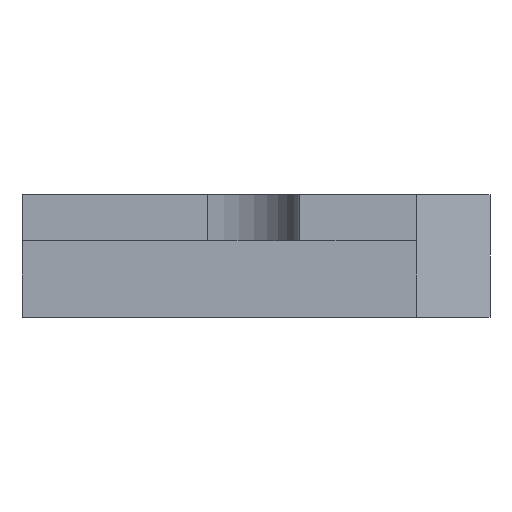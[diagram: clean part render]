
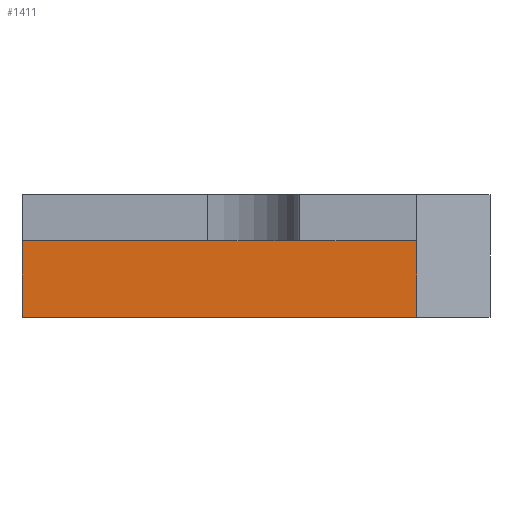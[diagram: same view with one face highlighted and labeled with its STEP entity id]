
A CAD part, front view. The second image highlights one B-rep face of the part: STEP entity #1411.
In plain terms, the highlighted planar face has unit normal (0, -1, 0).
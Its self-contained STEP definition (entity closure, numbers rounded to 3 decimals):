
#100 = PLANE('',#101);
#101 = AXIS2_PLACEMENT_3D('',#102,#103,#104);
#102 = CARTESIAN_POINT('',(45.088,-10.716,-8.));
#103 = DIRECTION('',(0.,0.,-1.));
#104 = DIRECTION('',(0.,-1.,0.));
#414 = PLANE('',#415);
#415 = AXIS2_PLACEMENT_3D('',#416,#417,#418);
#416 = CARTESIAN_POINT('',(53.294,-35.692,-2.749));
#417 = DIRECTION('',(1.,0.,0.));
#418 = DIRECTION('',(0.,1.,0.));
#667 = VERTEX_POINT('',#668);
#668 = CARTESIAN_POINT('',(53.294,-33.182,-3.));
#682 = PLANE('',#683);
#683 = AXIS2_PLACEMENT_3D('',#684,#685,#686);
#684 = CARTESIAN_POINT('',(41.017,-45.912,-3.));
#685 = DIRECTION('',(0.,0.,-1.));
#686 = DIRECTION('',(0.,-1.,0.));
#693 = EDGE_CURVE('',#694,#667,#696,.T.);
#694 = VERTEX_POINT('',#695);
#695 = CARTESIAN_POINT('',(53.294,-33.182,-8.));
#696 = SURFACE_CURVE('',#697,(#701,#708),.PCURVE_S1.);
#697 = LINE('',#698,#699);
#698 = CARTESIAN_POINT('',(53.294,-33.182,-4.));
#699 = VECTOR('',#700,1.);
#700 = DIRECTION('',(0.,0.,1.));
#701 = PCURVE('',#414,#702);
#702 = DEFINITIONAL_REPRESENTATION('',(#703),#707);
#703 = LINE('',#704,#705);
#704 = CARTESIAN_POINT('',(2.51,-1.251));
#705 = VECTOR('',#706,1.);
#706 = DIRECTION('',(0.,1.));
#707 = ( GEOMETRIC_REPRESENTATION_CONTEXT(2) 
PARAMETRIC_REPRESENTATION_CONTEXT() REPRESENTATION_CONTEXT('2D SPACE',''
  ) );
#708 = PCURVE('',#709,#714);
#709 = PLANE('',#710);
#710 = AXIS2_PLACEMENT_3D('',#711,#712,#713);
#711 = CARTESIAN_POINT('',(21.354,-33.182,-8.));
#712 = DIRECTION('',(0.,1.,0.));
#713 = DIRECTION('',(1.,0.,0.));
#714 = DEFINITIONAL_REPRESENTATION('',(#715),#718);
#715 = B_SPLINE_CURVE_WITH_KNOTS('',1,(#716,#717),.UNSPECIFIED.,.F.,.F.,
  (2,2),(-4.5,1.5),.PIECEWISE_BEZIER_KNOTS.);
#716 = CARTESIAN_POINT('',(31.94,0.5));
#717 = CARTESIAN_POINT('',(31.94,-5.5));
#718 = ( GEOMETRIC_REPRESENTATION_CONTEXT(2) 
PARAMETRIC_REPRESENTATION_CONTEXT() REPRESENTATION_CONTEXT('2D SPACE',''
  ) );
#908 = PLANE('',#909);
#909 = AXIS2_PLACEMENT_3D('',#910,#911,#912);
#910 = CARTESIAN_POINT('',(27.605,-23.459,-3.627));
#911 = DIRECTION('',(-1.,-0.,-0.));
#912 = DIRECTION('',(0.,0.,-1.));
#1085 = VERTEX_POINT('',#1086);
#1086 = CARTESIAN_POINT('',(27.605,-33.182,-8.));
#1109 = EDGE_CURVE('',#1110,#1085,#1112,.T.);
#1110 = VERTEX_POINT('',#1111);
#1111 = CARTESIAN_POINT('',(27.605,-33.182,-3.));
#1112 = SURFACE_CURVE('',#1113,(#1117,#1124),.PCURVE_S1.);
#1113 = LINE('',#1114,#1115);
#1114 = CARTESIAN_POINT('',(27.605,-33.182,-4.));
#1115 = VECTOR('',#1116,1.);
#1116 = DIRECTION('',(0.,0.,-1.));
#1117 = PCURVE('',#908,#1118);
#1118 = DEFINITIONAL_REPRESENTATION('',(#1119),#1123);
#1119 = LINE('',#1120,#1121);
#1120 = CARTESIAN_POINT('',(0.373,9.723));
#1121 = VECTOR('',#1122,1.);
#1122 = DIRECTION('',(1.,0.));
#1123 = ( GEOMETRIC_REPRESENTATION_CONTEXT(2) 
PARAMETRIC_REPRESENTATION_CONTEXT() REPRESENTATION_CONTEXT('2D SPACE',''
  ) );
#1124 = PCURVE('',#709,#1125);
#1125 = DEFINITIONAL_REPRESENTATION('',(#1126),#1129);
#1126 = B_SPLINE_CURVE_WITH_KNOTS('',1,(#1127,#1128),.UNSPECIFIED.,.F.,
  .F.,(2,2),(-1.5,4.5),.PIECEWISE_BEZIER_KNOTS.);
#1127 = CARTESIAN_POINT('',(6.251,-5.5));
#1128 = CARTESIAN_POINT('',(6.251,0.5));
#1129 = ( GEOMETRIC_REPRESENTATION_CONTEXT(2) 
PARAMETRIC_REPRESENTATION_CONTEXT() REPRESENTATION_CONTEXT('2D SPACE',''
  ) );
#1411 = ADVANCED_FACE('',(#1412),#709,.F.);
#1412 = FACE_BOUND('',#1413,.F.);
#1413 = EDGE_LOOP('',(#1414,#1435,#1436,#1457));
#1414 = ORIENTED_EDGE('',*,*,#1415,.F.);
#1415 = EDGE_CURVE('',#1085,#694,#1416,.T.);
#1416 = SURFACE_CURVE('',#1417,(#1421,#1428),.PCURVE_S1.);
#1417 = LINE('',#1418,#1419);
#1418 = CARTESIAN_POINT('',(21.354,-33.182,-8.));
#1419 = VECTOR('',#1420,1.);
#1420 = DIRECTION('',(1.,0.,0.));
#1421 = PCURVE('',#709,#1422);
#1422 = DEFINITIONAL_REPRESENTATION('',(#1423),#1427);
#1423 = LINE('',#1424,#1425);
#1424 = CARTESIAN_POINT('',(0.,0.));
#1425 = VECTOR('',#1426,1.);
#1426 = DIRECTION('',(1.,0.));
#1427 = ( GEOMETRIC_REPRESENTATION_CONTEXT(2) 
PARAMETRIC_REPRESENTATION_CONTEXT() REPRESENTATION_CONTEXT('2D SPACE',''
  ) );
#1428 = PCURVE('',#100,#1429);
#1429 = DEFINITIONAL_REPRESENTATION('',(#1430),#1434);
#1430 = LINE('',#1431,#1432);
#1431 = CARTESIAN_POINT('',(22.466,23.734));
#1432 = VECTOR('',#1433,1.);
#1433 = DIRECTION('',(-0.,-1.));
#1434 = ( GEOMETRIC_REPRESENTATION_CONTEXT(2) 
PARAMETRIC_REPRESENTATION_CONTEXT() REPRESENTATION_CONTEXT('2D SPACE',''
  ) );
#1435 = ORIENTED_EDGE('',*,*,#1109,.F.);
#1436 = ORIENTED_EDGE('',*,*,#1437,.T.);
#1437 = EDGE_CURVE('',#1110,#667,#1438,.T.);
#1438 = SURFACE_CURVE('',#1439,(#1443,#1450),.PCURVE_S1.);
#1439 = LINE('',#1440,#1441);
#1440 = CARTESIAN_POINT('',(21.354,-33.182,-3.));
#1441 = VECTOR('',#1442,1.);
#1442 = DIRECTION('',(1.,0.,0.));
#1443 = PCURVE('',#709,#1444);
#1444 = DEFINITIONAL_REPRESENTATION('',(#1445),#1449);
#1445 = LINE('',#1446,#1447);
#1446 = CARTESIAN_POINT('',(0.,-5.));
#1447 = VECTOR('',#1448,1.);
#1448 = DIRECTION('',(1.,0.));
#1449 = ( GEOMETRIC_REPRESENTATION_CONTEXT(2) 
PARAMETRIC_REPRESENTATION_CONTEXT() REPRESENTATION_CONTEXT('2D SPACE',''
  ) );
#1450 = PCURVE('',#682,#1451);
#1451 = DEFINITIONAL_REPRESENTATION('',(#1452),#1456);
#1452 = LINE('',#1453,#1454);
#1453 = CARTESIAN_POINT('',(-12.73,19.663));
#1454 = VECTOR('',#1455,1.);
#1455 = DIRECTION('',(-0.,-1.));
#1456 = ( GEOMETRIC_REPRESENTATION_CONTEXT(2) 
PARAMETRIC_REPRESENTATION_CONTEXT() REPRESENTATION_CONTEXT('2D SPACE',''
  ) );
#1457 = ORIENTED_EDGE('',*,*,#693,.F.);
